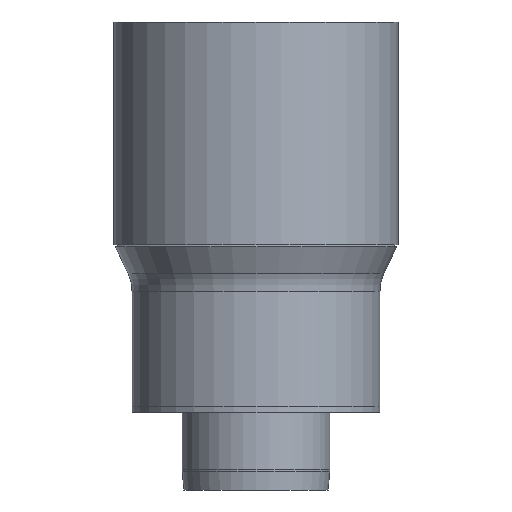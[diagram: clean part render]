
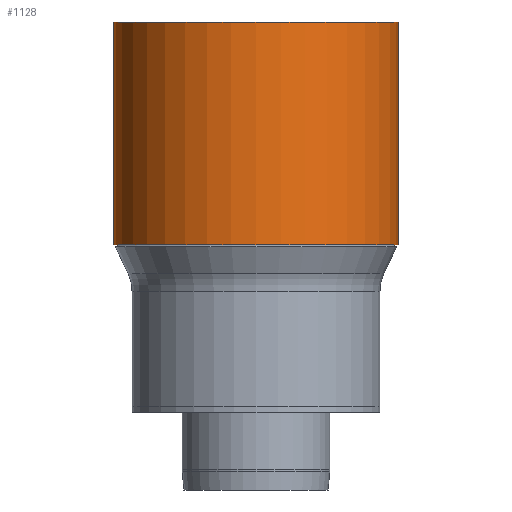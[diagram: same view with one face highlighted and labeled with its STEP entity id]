
A CAD part, front view. The second image highlights one B-rep face of the part: STEP entity #1128.
In plain terms, the highlighted cylindrical face has radius 510 mm (diameter 1020 mm), a full revolution.
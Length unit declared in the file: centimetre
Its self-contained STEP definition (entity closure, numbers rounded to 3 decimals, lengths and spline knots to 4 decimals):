
#79=LINE('',#2091,#116);
#116=VECTOR('',#1589,51.);
#146=CYLINDRICAL_SURFACE('',#1273,51.);
#214=FACE_OUTER_BOUND('',#291,.T.);
#291=EDGE_LOOP('',(#908,#909,#910,#911));
#408=CIRCLE('',#1271,51.);
#410=CIRCLE('',#1274,51.);
#524=VERTEX_POINT('',#2084);
#526=VERTEX_POINT('',#2089);
#660=EDGE_CURVE('',#524,#524,#408,.T.);
#662=EDGE_CURVE('',#526,#526,#410,.T.);
#663=EDGE_CURVE('',#526,#524,#79,.T.);
#908=ORIENTED_EDGE('',*,*,#662,.F.);
#909=ORIENTED_EDGE('',*,*,#663,.T.);
#910=ORIENTED_EDGE('',*,*,#660,.T.);
#911=ORIENTED_EDGE('',*,*,#663,.F.);
#1128=ADVANCED_FACE('',(#214),#146,.T.);
#1271=AXIS2_PLACEMENT_3D('',#2085,#1581,#1582);
#1273=AXIS2_PLACEMENT_3D('',#2088,#1585,#1586);
#1274=AXIS2_PLACEMENT_3D('',#2090,#1587,#1588);
#1581=DIRECTION('center_axis',(0.,0.,-1.));
#1582=DIRECTION('ref_axis',(1.,0.,0.));
#1585=DIRECTION('center_axis',(0.,0.,-1.));
#1586=DIRECTION('ref_axis',(-1.,0.,0.));
#1587=DIRECTION('center_axis',(0.,0.,-1.));
#1588=DIRECTION('ref_axis',(1.,0.,0.));
#1589=DIRECTION('',(0.,0.,1.));
#2084=CARTESIAN_POINT('',(361.3243,-39.8664,85.0798));
#2085=CARTESIAN_POINT('Origin',(310.3243,-39.8664,85.0798));
#2088=CARTESIAN_POINT('Origin',(310.3243,-39.8664,45.0798));
#2089=CARTESIAN_POINT('',(361.3243,-39.8664,5.0798));
#2090=CARTESIAN_POINT('Origin',(310.3243,-39.8664,5.0798));
#2091=CARTESIAN_POINT('',(361.3243,-39.8664,45.0798));
